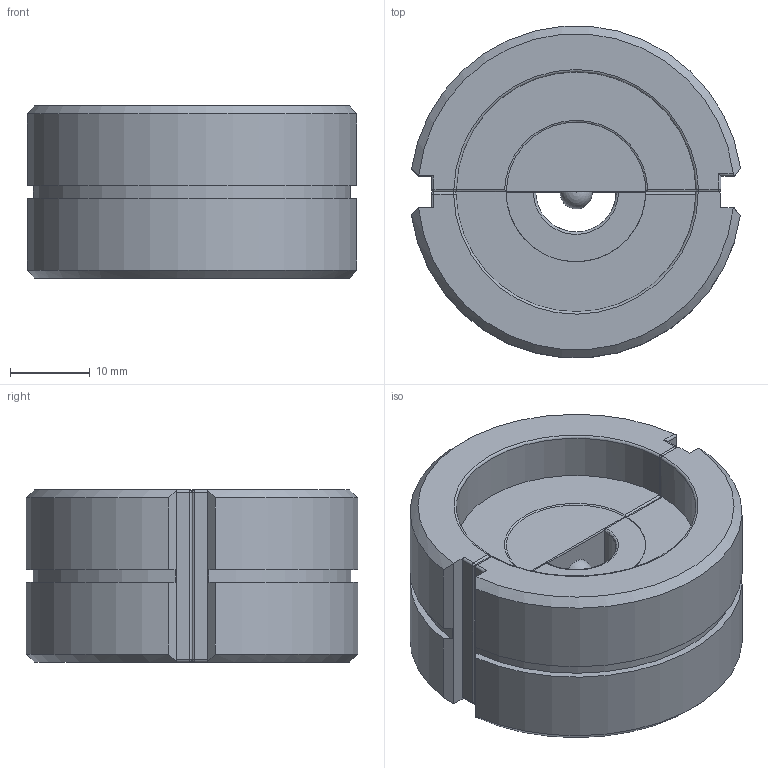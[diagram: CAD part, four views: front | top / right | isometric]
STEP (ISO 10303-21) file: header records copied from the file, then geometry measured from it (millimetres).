
FILE_DESCRIPTION (( 'STEP AP214' ), '1' );
FILE_NAME ('2040-036A.STEP', '2024-09-23T13:33:31', ( '' ), ( '' ), 'SwSTEP 2.0', 'SolidWorks 2022', '' );
FILE_SCHEMA (( 'AUTOMOTIVE_DESIGN' ));
Length unit declared in the file: millimetre
Products named in the file (3): 2040-036.1; 2040-036A; 2040-036.2
Assembly tree (2 placements, depth 2):
  2040-036A
    2040-036.1
    2040-036.2
Bounding box: 41.32 x 41.56 x 21.6 mm (x, y, z)
Volume: 19767.8 mm3; surface area: 7648.4 mm2
Topology: 2 solids, 2 shells, 121 faces, 315 edges, 192 vertices
Faces by surface type: cylinder 44, plane 42, sphere 14, bspline 9, torus 8, cone 4
Entity records: 4192 total; most frequent: CARTESIAN_POINT 1289, ORIENTED_EDGE 604, DIRECTION 569, EDGE_CURVE 302, AXIS2_PLACEMENT_3D 214, VERTEX_POINT 189, VECTOR 141, LINE 141
